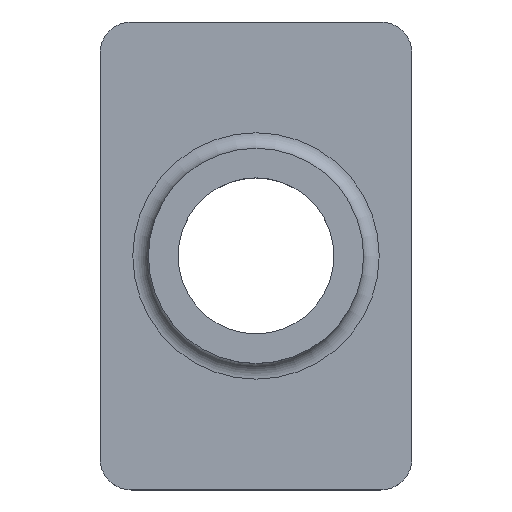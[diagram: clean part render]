
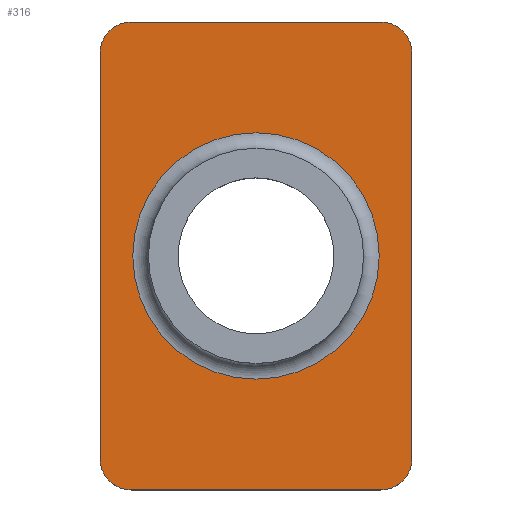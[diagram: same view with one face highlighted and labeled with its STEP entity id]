
A CAD part, top view. The second image highlights one B-rep face of the part: STEP entity #316.
In plain terms, the highlighted planar face has unit normal (0, 0, 1).
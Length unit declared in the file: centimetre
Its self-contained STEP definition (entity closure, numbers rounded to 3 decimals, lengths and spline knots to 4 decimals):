
#106=PLANE('',#333);
#115=VECTOR('',#368,1.);
#116=VECTOR('',#371,1.);
#117=VECTOR('',#374,1.);
#118=VECTOR('',#377,1.);
#131=LINE('',#434,#115);
#132=LINE('',#438,#116);
#133=LINE('',#442,#117);
#134=LINE('',#446,#118);
#145=VERTEX_POINT('',#426);
#146=VERTEX_POINT('',#427);
#149=VERTEX_POINT('',#435);
#150=VERTEX_POINT('',#437);
#151=VERTEX_POINT('',#439);
#152=VERTEX_POINT('',#441);
#153=VERTEX_POINT('',#443);
#154=VERTEX_POINT('',#445);
#155=VERTEX_POINT('',#448);
#167=CIRCLE('',#331,0.1);
#169=CIRCLE('',#334,0.1);
#170=CIRCLE('',#335,0.1);
#171=CIRCLE('',#336,0.1);
#172=CIRCLE('',#337,0.395);
#181=EDGE_CURVE('',#145,#146,#167,.T.);
#185=EDGE_CURVE('',#149,#145,#131,.T.);
#186=EDGE_CURVE('',#150,#149,#169,.T.);
#187=EDGE_CURVE('',#151,#150,#132,.T.);
#188=EDGE_CURVE('',#152,#151,#170,.T.);
#189=EDGE_CURVE('',#153,#152,#133,.T.);
#190=EDGE_CURVE('',#154,#153,#171,.T.);
#191=EDGE_CURVE('',#146,#154,#134,.T.);
#192=EDGE_CURVE('',#155,#155,#172,.T.);
#215=ORIENTED_EDGE('',*,*,#181,.F.);
#216=ORIENTED_EDGE('',*,*,#185,.F.);
#217=ORIENTED_EDGE('',*,*,#186,.F.);
#218=ORIENTED_EDGE('',*,*,#187,.F.);
#219=ORIENTED_EDGE('',*,*,#188,.F.);
#220=ORIENTED_EDGE('',*,*,#189,.F.);
#221=ORIENTED_EDGE('',*,*,#190,.F.);
#222=ORIENTED_EDGE('',*,*,#191,.F.);
#223=ORIENTED_EDGE('',*,*,#192,.F.);
#272=EDGE_LOOP('',(#215,#216,#217,#218,#219,#220,#221,#222));
#273=EDGE_LOOP('',(#223));
#294=FACE_BOUND('',#272,.T.);
#295=FACE_BOUND('',#273,.T.);
#316=ADVANCED_FACE('',(#294,#295),#106,.T.);
#331=AXIS2_PLACEMENT_3D('',#425,#361,#362);
#333=AXIS2_PLACEMENT_3D('',#433,#367,$);
#334=AXIS2_PLACEMENT_3D('',#436,#369,#370);
#335=AXIS2_PLACEMENT_3D('',#440,#372,#373);
#336=AXIS2_PLACEMENT_3D('',#444,#375,#376);
#337=AXIS2_PLACEMENT_3D('',#447,#378,#379);
#361=DIRECTION('',(0.,0.,-1.));
#362=DIRECTION('',(-0.071,-0.071,0.));
#367=DIRECTION('',(0.,0.,1.));
#368=DIRECTION('',(-1.,0.,0.));
#369=DIRECTION('',(0.,0.,-1.));
#370=DIRECTION('',(0.071,-0.071,0.));
#371=DIRECTION('',(0.,-1.,0.));
#372=DIRECTION('',(0.,0.,-1.));
#373=DIRECTION('',(0.071,0.071,0.));
#374=DIRECTION('',(1.,0.,0.));
#375=DIRECTION('',(0.,0.,-1.));
#376=DIRECTION('',(-0.071,0.071,0.));
#377=DIRECTION('',(0.,1.,0.));
#378=DIRECTION('',(0.,0.,1.));
#379=DIRECTION('',(-0.395,0.,0.));
#425=CARTESIAN_POINT('',(-0.4,-0.65,0.16));
#426=CARTESIAN_POINT('',(-0.4,-0.75,0.16));
#427=CARTESIAN_POINT('',(-0.5,-0.65,0.16));
#433=CARTESIAN_POINT('',(0.,0.,0.16));
#434=CARTESIAN_POINT('',(-0.5,-0.75,0.16));
#435=CARTESIAN_POINT('',(0.4,-0.75,0.16));
#436=CARTESIAN_POINT('',(0.4,-0.65,0.16));
#437=CARTESIAN_POINT('',(0.5,-0.65,0.16));
#438=CARTESIAN_POINT('',(0.5,-0.75,0.16));
#439=CARTESIAN_POINT('',(0.5,0.65,0.16));
#440=CARTESIAN_POINT('',(0.4,0.65,0.16));
#441=CARTESIAN_POINT('',(0.4,0.75,0.16));
#442=CARTESIAN_POINT('',(0.5,0.75,0.16));
#443=CARTESIAN_POINT('',(-0.4,0.75,0.16));
#444=CARTESIAN_POINT('',(-0.4,0.65,0.16));
#445=CARTESIAN_POINT('',(-0.5,0.65,0.16));
#446=CARTESIAN_POINT('',(-0.5,0.75,0.16));
#447=CARTESIAN_POINT('',(0.,0.,0.16));
#448=CARTESIAN_POINT('',(0.395,0.,0.16));
